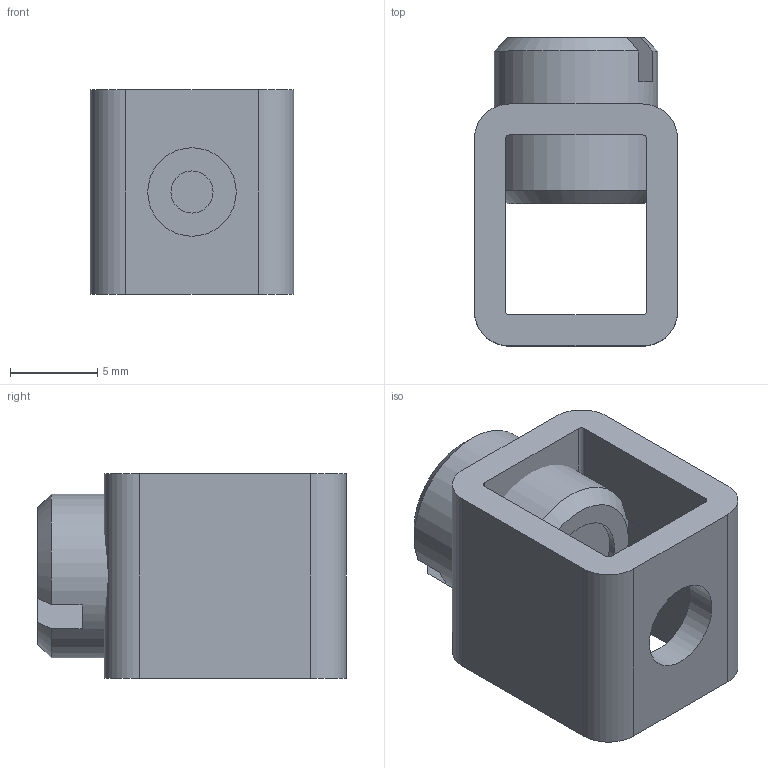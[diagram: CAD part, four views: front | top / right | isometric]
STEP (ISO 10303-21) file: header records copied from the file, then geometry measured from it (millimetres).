
FILE_DESCRIPTION(/* description */ (''),/* implementation_level */ '2;1');
FILE_NAME(/* name */ 'B4B-B Assembly.stp',/* time_stamp */ '2016-01-15T08:19:55-05:00',/* author */ ('tsmith'),/* organization */ (''),/* preprocessor_version */ 'ST-DEVELOPER v15.6',/* originating_system */ 'Autodesk Inventor 2015',/* authorisation */ '');
FILE_SCHEMA (('AUTOMOTIVE_DESIGN { 1 0 10303 214 3 1 1 }'));
Length unit declared in the file: inch
Products named in the file (3): B4B; 14704; B4B-B Assembly
Assembly tree (2 placements, depth 2):
  B4B-B Assembly
    B4B
    14704
Bounding box: 11.68 x 17.7 x 11.76 mm (x, y, z)
Volume: 1402.6 mm3; surface area: 1453.5 mm2
Topology: 2 solids, 2 shells, 45 faces, 114 edges, 75 vertices
Faces by surface type: plane 20, cylinder 16, cone 5, bspline 4
Full cylindrical faces by diameter (mm): 2.413 x1, 5.08 x1, 5.588 x1, 8.509 x2, 9.398 x1
Entity records: 1554 total; most frequent: CARTESIAN_POINT 461, ORIENTED_EDGE 212, DIRECTION 208, EDGE_CURVE 106, AXIS2_PLACEMENT_3D 79, VERTEX_POINT 72, EDGE_LOOP 56, LINE 50
